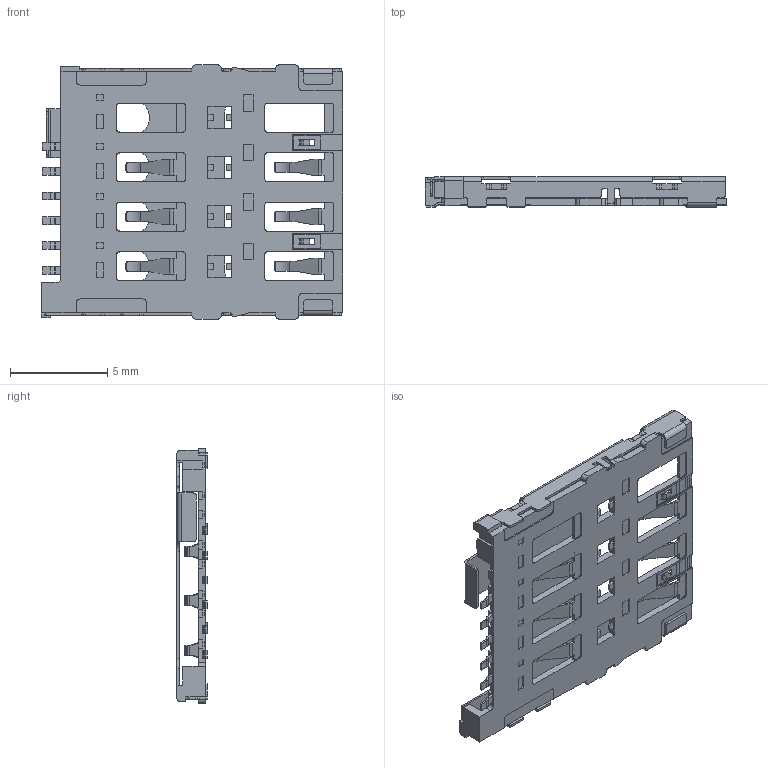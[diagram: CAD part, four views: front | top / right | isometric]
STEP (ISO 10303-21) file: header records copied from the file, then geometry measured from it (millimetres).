
FILE_DESCRIPTION (( 'STEP AP214' ), '1' );
FILE_NAME ('78646-3001.STEP', '2020-03-30T05:45:50', ( '' ), ( '' ), 'SwSTEP 2.0', 'SolidWorks 2017', '' );
FILE_SCHEMA (( 'AUTOMOTIVE_DESIGN' ));
Length unit declared in the file: millimetre
Products named in the file (1): 78646-3001
Bounding box: 15.45 x 1.55 x 13.05 mm (x, y, z)
Volume: 67.8 mm3; surface area: 719.1 mm2
Topology: 40 solids, 40 shells, 1133 faces, 3221 edges, 2114 vertices
Faces by surface type: plane 851, cylinder 282
Entity records: 37348 total; most frequent: CARTESIAN_POINT 6901, ORIENTED_EDGE 6442, DIRECTION 5957, EDGE_CURVE 3221, VECTOR 2657, LINE 2657, VERTEX_POINT 2114, AXIS2_PLACEMENT_3D 1650
